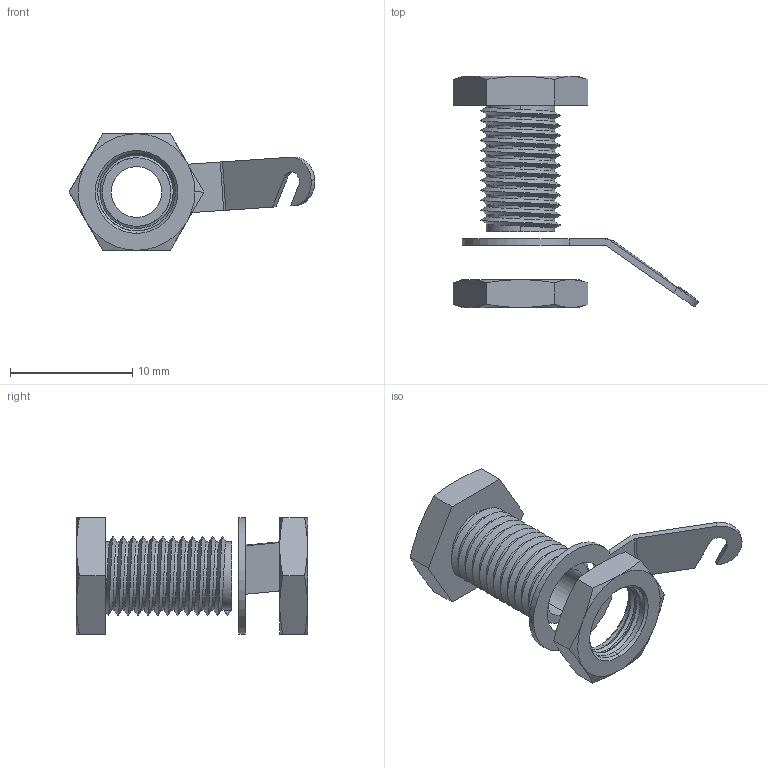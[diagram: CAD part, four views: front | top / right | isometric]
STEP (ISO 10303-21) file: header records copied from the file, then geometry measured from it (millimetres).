
FILE_DESCRIPTION (( 'STEP AP214' ), '1' );
FILE_NAME ('6095.STEP', '2008-11-21T17:13:52', ( 'Richard Maletta' ), ( '' ), 'SwSTEP 2.0', 'SolidWorks 2008', '' );
FILE_SCHEMA (( 'AUTOMOTIVE_DESIGN' ));
Length unit declared in the file: millimetre
Products named in the file (4): 6095; 6095-3; 6095-2; 6095-1
Assembly tree (3 placements, depth 2):
  6095
    6095-1
    6095-3
    6095-2
Bounding box: 20.05 x 18.88 x 9.53 mm (x, y, z)
Volume: 390.6 mm3; surface area: 1076.2 mm2
Topology: 3 solids, 3 shells, 105 faces, 261 edges, 163 vertices
Faces by surface type: cylinder 43, plane 32, cone 26, bspline 4
Entity records: 4289 total; most frequent: CARTESIAN_POINT 1888, ORIENTED_EDGE 522, DIRECTION 436, EDGE_CURVE 261, AXIS2_PLACEMENT_3D 163, VERTEX_POINT 163, EDGE_LOOP 112, VECTOR 110
